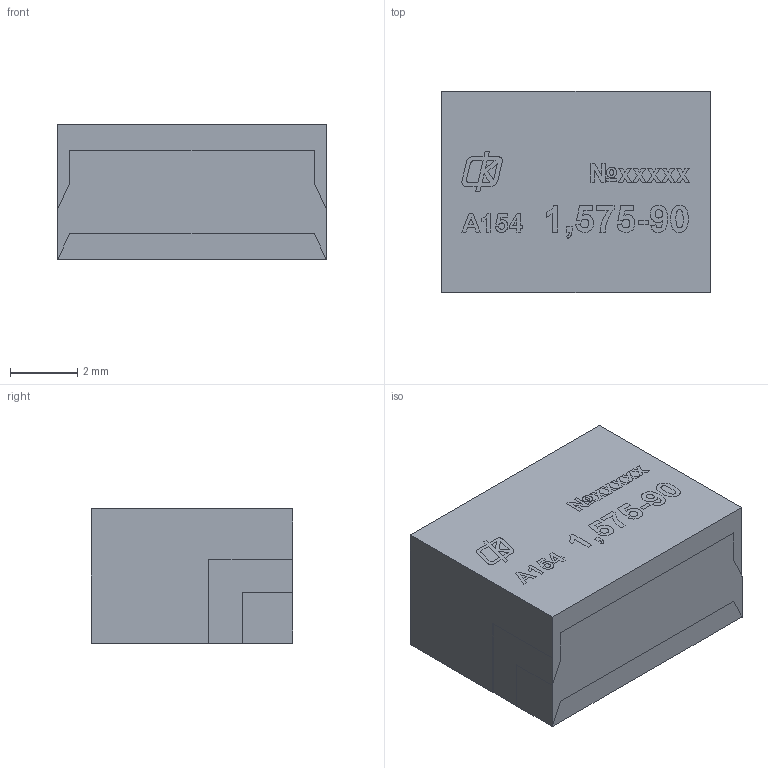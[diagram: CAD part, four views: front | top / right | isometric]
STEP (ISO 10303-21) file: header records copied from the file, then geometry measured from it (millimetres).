
FILE_DESCRIPTION(('STEP AP203'), '1');
FILE_NAME('ÍØÁÀ.434834.035_Ôèëüòð ÔÊÏ1-235-1,575-90', '', ('UNSPECIFIED'), ('UNSPECIFIED'), 'ASCON STEP Converter 1.6', 'ASCON Math Kernel', '');
FILE_SCHEMA(('CONFIG_CONTROL_DESIGN'));
Length unit declared in the file: millimetre
Products named in the file (1): НШБА.434834.035_Фильтр ФКП1-235-1,575-90
Bounding box: 8 x 6 x 4 mm (x, y, z)
Volume: 192 mm3; surface area: 208 mm2
Topology: 1 solids, 1 shells, 311 faces, 833 edges, 554 vertices
Faces by surface type: plane 236, bspline 68, cylinder 7
Entity records: 18437 total; most frequent: CARTESIAN_POINT 8686, ORIENTED_EDGE 1666, DIRECTION 1146, EDGE_CURVE 833, LINE 630, VECTOR 630, VERTEX_POINT 554, FACE_BOUND 341
